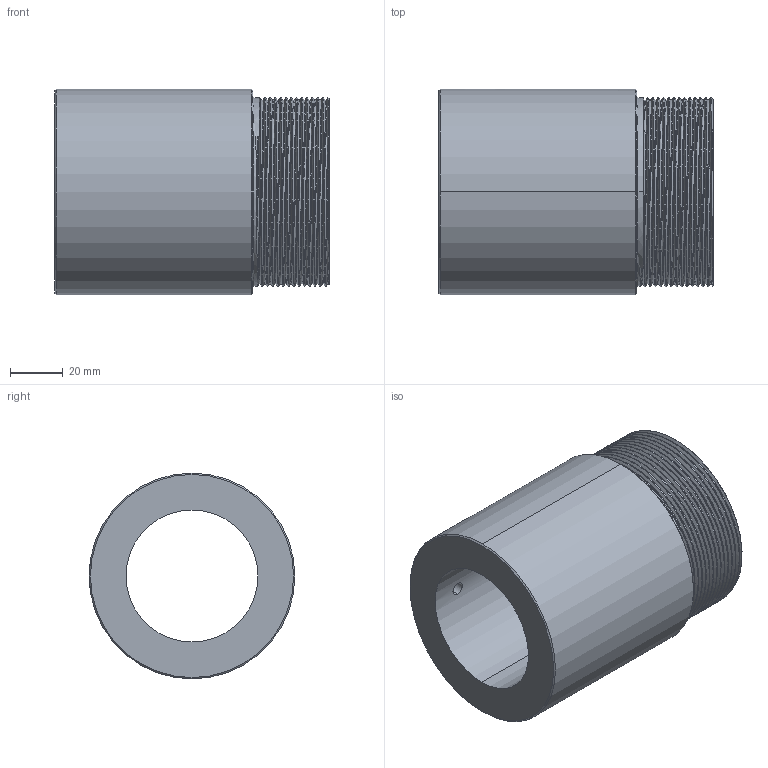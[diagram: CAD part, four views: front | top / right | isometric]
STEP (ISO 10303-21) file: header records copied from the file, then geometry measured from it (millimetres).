
FILE_DESCRIPTION (( 'STEP AP214' ), '1' );
FILE_NAME ('RSCR 5010.step', '2020-09-08T14:01:03', ( '' ), ( '' ), 'SwSTEP 2.0', 'SolidWorks 2020', '' );
FILE_SCHEMA (( 'AUTOMOTIVE_DESIGN' ));
Length unit declared in the file: millimetre
Products named in the file (1): RSCR 5010
Bounding box: 104 x 78 x 78 mm (x, y, z)
Volume: 268111.1 mm3; surface area: 50409.3 mm2
Topology: 1 solids, 1 shells, 50 faces, 133 edges, 86 vertices
Faces by surface type: cylinder 34, cone 9, plane 4, bspline 3
Entity records: 5515 total; most frequent: CARTESIAN_POINT 4397, ORIENTED_EDGE 266, DIRECTION 181, EDGE_CURVE 133, VERTEX_POINT 86, AXIS2_PLACEMENT_3D 70, EDGE_LOOP 55, ADVANCED_FACE 50
